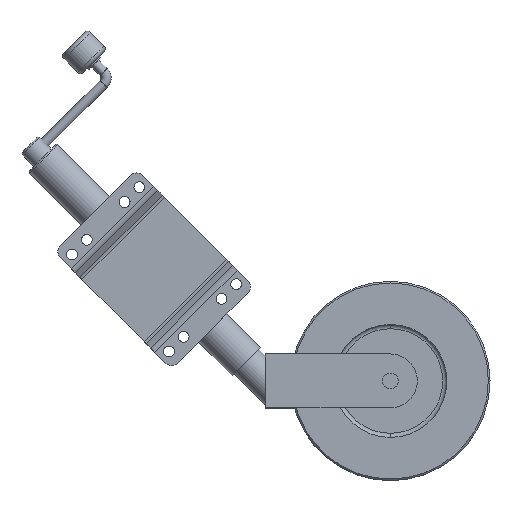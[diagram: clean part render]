
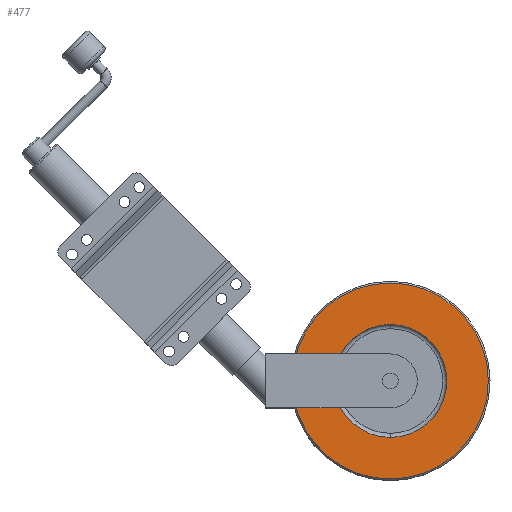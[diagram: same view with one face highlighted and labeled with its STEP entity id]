
A CAD part, top view. The second image highlights one B-rep face of the part: STEP entity #477.
In plain terms, the highlighted planar face has unit normal (0, 0, 1).
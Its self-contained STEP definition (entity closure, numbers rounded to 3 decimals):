
#364 = EDGE_CURVE ( 'NONE', #4032, #2003, #829, .T. ) ;
#476 = DIRECTION ( 'NONE',  ( 0., -1., 0. ) ) ;
#477 = ADVANCED_FACE ( 'NONE', ( #1697, #3028 ), #3356, .F. ) ;
#579 = AXIS2_PLACEMENT_3D ( 'NONE', #924, #1744, #1309 ) ;
#769 = DIRECTION ( 'NONE',  ( 0., -1., 0. ) ) ;
#829 = CIRCLE ( 'NONE', #5071, 68. ) ;
#924 = CARTESIAN_POINT ( 'NONE',  ( 150., 150., 37.5 ) ) ;
#1207 = CARTESIAN_POINT ( 'NONE',  ( 150., 150., 37.5 ) ) ;
#1257 = CARTESIAN_POINT ( 'NONE',  ( 150., 150., 37.5 ) ) ;
#1309 = DIRECTION ( 'NONE',  ( 0., -1., 0. ) ) ;
#1364 = ORIENTED_EDGE ( 'NONE', *, *, #2743, .T. ) ;
#1519 = VERTEX_POINT ( 'NONE', #3202 ) ;
#1558 = DIRECTION ( 'NONE',  ( 0., -1., 0. ) ) ;
#1562 = DIRECTION ( 'NONE',  ( 0., -1., 0. ) ) ;
#1614 = CIRCLE ( 'NONE', #1970, 118. ) ;
#1697 = FACE_OUTER_BOUND ( 'NONE', #2408, .T. ) ;
#1744 = DIRECTION ( 'NONE',  ( 0., 0., -1. ) ) ;
#1970 = AXIS2_PLACEMENT_3D ( 'NONE', #1257, #4938, #769 ) ;
#1992 = CARTESIAN_POINT ( 'NONE',  ( 150., 268., 37.5 ) ) ;
#2003 = VERTEX_POINT ( 'NONE', #2800 ) ;
#2009 = VERTEX_POINT ( 'NONE', #1992 ) ;
#2121 = EDGE_CURVE ( 'NONE', #1519, #2009, #5182, .T. ) ;
#2408 = EDGE_LOOP ( 'NONE', ( #5165, #4798 ) ) ;
#2453 = CARTESIAN_POINT ( 'NONE',  ( 150., 150., 37.5 ) ) ;
#2534 = CARTESIAN_POINT ( 'NONE',  ( 150., 150., 37.5 ) ) ;
#2649 = CIRCLE ( 'NONE', #579, 68. ) ;
#2732 = CARTESIAN_POINT ( 'NONE',  ( 150., 218., 37.5 ) ) ;
#2739 = AXIS2_PLACEMENT_3D ( 'NONE', #2534, #3056, #476 ) ;
#2743 = EDGE_CURVE ( 'NONE', #2003, #4032, #2649, .T. ) ;
#2800 = CARTESIAN_POINT ( 'NONE',  ( 150., 82., 37.5 ) ) ;
#3028 = FACE_BOUND ( 'NONE', #3956, .T. ) ;
#3056 = DIRECTION ( 'NONE',  ( 0., 0., -1. ) ) ;
#3202 = CARTESIAN_POINT ( 'NONE',  ( 150., 32., 37.5 ) ) ;
#3292 = AXIS2_PLACEMENT_3D ( 'NONE', #2453, #4488, #1562 ) ;
#3356 = PLANE ( 'NONE',  #2739 ) ;
#3782 = EDGE_CURVE ( 'NONE', #2009, #1519, #1614, .T. ) ;
#3956 = EDGE_LOOP ( 'NONE', ( #5235, #1364 ) ) ;
#4032 = VERTEX_POINT ( 'NONE', #2732 ) ;
#4488 = DIRECTION ( 'NONE',  ( 0., 0., 1. ) ) ;
#4575 = DIRECTION ( 'NONE',  ( 0., 0., -1. ) ) ;
#4798 = ORIENTED_EDGE ( 'NONE', *, *, #3782, .T. ) ;
#4938 = DIRECTION ( 'NONE',  ( 0., 0., 1. ) ) ;
#5071 = AXIS2_PLACEMENT_3D ( 'NONE', #1207, #4575, #1558 ) ;
#5165 = ORIENTED_EDGE ( 'NONE', *, *, #2121, .T. ) ;
#5182 = CIRCLE ( 'NONE', #3292, 118. ) ;
#5235 = ORIENTED_EDGE ( 'NONE', *, *, #364, .T. ) ;
